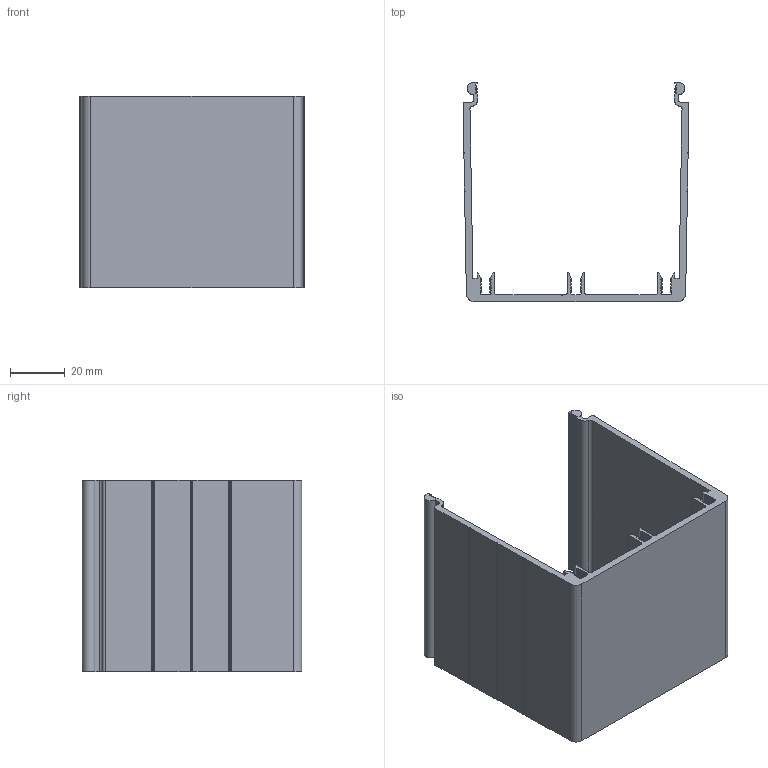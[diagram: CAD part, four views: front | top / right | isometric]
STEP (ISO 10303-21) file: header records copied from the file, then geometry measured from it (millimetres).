
FILE_DESCRIPTION(('FreeCAD Model'),'2;1');
FILE_NAME('Open CASCADE Shape Model','2024-03-18T17:19:34',(''),(''), 'Open CASCADE STEP processor 7.6','FreeCAD','Unknown');
FILE_SCHEMA(('AUTOMOTIVE_DESIGN { 1 0 10303 214 1 1 1 1 }'));
Length unit declared in the file: millimetre
Products named in the file (1): STI8-G8080
Bounding box: 82.4 x 80.08 x 70 mm (x, y, z)
Volume: 46553.2 mm3; surface area: 41293.4 mm2
Topology: 1 solids, 1 shells, 275 faces, 819 edges, 546 vertices
Faces by surface type: plane 146, cylinder 129
Entity records: 20347 total; most frequent: CARTESIAN_POINT 4053, DIRECTION 3138, LINE 1941, VECTOR 1941, ORIENTED_EDGE 1638, PCURVE 1638, DEFINITIONAL_REPRESENTATION 1638, EDGE_CURVE 819
